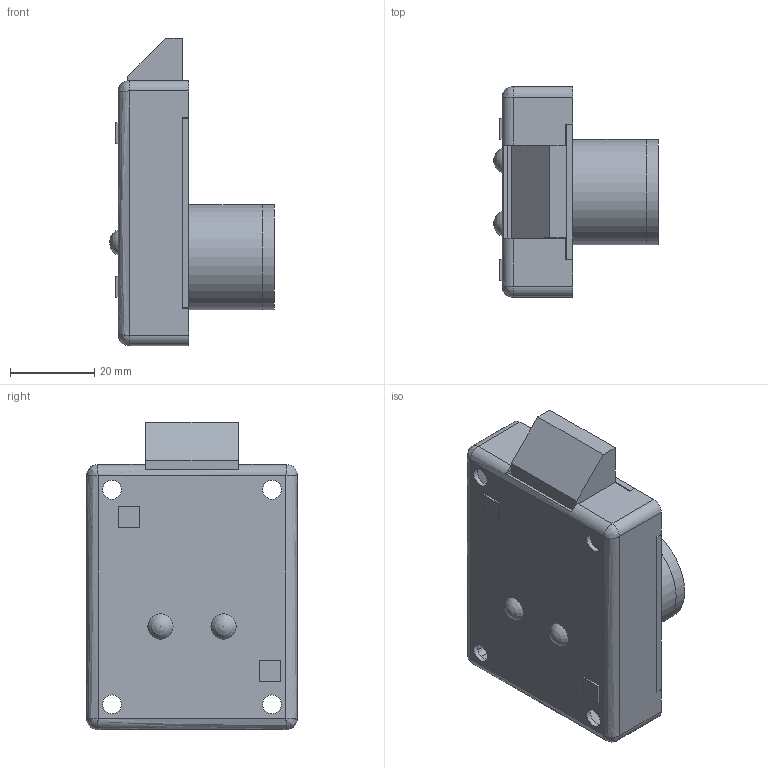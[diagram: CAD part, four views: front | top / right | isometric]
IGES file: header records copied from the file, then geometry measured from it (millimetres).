
Start section: SolidWorks IGES file using analytic representation for surfaces
Global section: file name: C-133-2-TAK80.IGS; native system: SolidWorks 2011; preprocessor: SolidWorks 2011; author: 1337yo; date: 121015.160204; units: millimetre
Bounding box: 39.15 x 50 x 73 mm (x, y, z)
Surface area: 26972.1 mm2 (no closed solid volume)
Topology: 0 solids, 0 shells, 177 faces, 914 edges, 863 vertices
Faces by surface type: bspline 117, revolution 60
